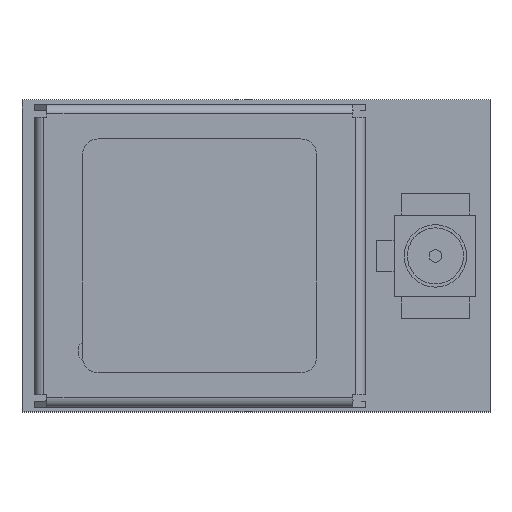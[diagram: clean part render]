
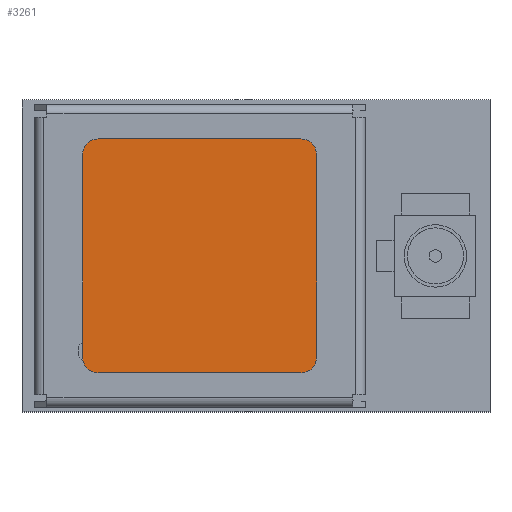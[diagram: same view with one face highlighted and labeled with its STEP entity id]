
A CAD part, top view. The second image highlights one B-rep face of the part: STEP entity #3261.
In plain terms, the highlighted planar face has unit normal (0, 0, 1).
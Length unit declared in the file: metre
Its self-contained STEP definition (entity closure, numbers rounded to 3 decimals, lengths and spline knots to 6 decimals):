
#3261=ADVANCED_FACE('',(#5175),#5176,.T.);
#5175=FACE_OUTER_BOUND('',#6561,.T.);
#5176=PLANE('',#6562);
#6561=EDGE_LOOP('',(#9511,#9512,#9513,#9514,#9515,#9516,#9517,#9518));
#6562=AXIS2_PLACEMENT_3D('',#9519,#9520,#9521);
#9511=ORIENTED_EDGE('',*,*,#10679,.T.);
#9512=ORIENTED_EDGE('',*,*,#11018,.T.);
#9513=ORIENTED_EDGE('',*,*,#10703,.T.);
#9514=ORIENTED_EDGE('',*,*,#10141,.T.);
#9515=ORIENTED_EDGE('',*,*,#10876,.T.);
#9516=ORIENTED_EDGE('',*,*,#10639,.T.);
#9517=ORIENTED_EDGE('',*,*,#10846,.T.);
#9518=ORIENTED_EDGE('',*,*,#10951,.T.);
#9519=CARTESIAN_POINT('',(0.00092,-0.00244,-0.000664));
#9520=DIRECTION('',(0.0,-0.0,1.0));
#9521=DIRECTION('',(0.0,1.0,0.0));
#10141=EDGE_CURVE('',#11524,#11525,#11526,.T.);
#10639=EDGE_CURVE('',#12295,#12296,#12297,.T.);
#10679=EDGE_CURVE('',#12346,#12344,#12347,.T.);
#10703=EDGE_CURVE('',#12375,#11524,#12376,.T.);
#10846=EDGE_CURVE('',#12296,#12552,#12554,.T.);
#10876=EDGE_CURVE('',#11525,#12295,#12592,.T.);
#10951=EDGE_CURVE('',#12552,#12346,#12672,.T.);
#11018=EDGE_CURVE('',#12344,#12375,#12746,.T.);
#11524=VERTEX_POINT('',#13441);
#11525=VERTEX_POINT('',#13442);
#11526=CIRCLE('',#13443,0.0005);
#12295=VERTEX_POINT('',#14561);
#12296=VERTEX_POINT('',#14562);
#12297=CIRCLE('',#14563,0.0005);
#12344=VERTEX_POINT('',#14632);
#12346=VERTEX_POINT('',#14635);
#12347=LINE('',#14636,#14637);
#12375=VERTEX_POINT('',#14680);
#12376=LINE('',#14681,#14682);
#12552=VERTEX_POINT('',#14947);
#12554=LINE('',#14950,#14951);
#12592=LINE('',#15004,#15005);
#12672=CIRCLE('',#15119,0.0005);
#12746=CIRCLE('',#15215,0.0005);
#13441=CARTESIAN_POINT('',(0.00042,-0.00244,-0.000664));
#13442=CARTESIAN_POINT('',(0.00092,-0.00194,-0.000664));
#13443=AXIS2_PLACEMENT_3D('',#15528,#15529,#15530);
#14561=CARTESIAN_POINT('',(0.00092,0.00456,-0.000664));
#14562=CARTESIAN_POINT('',(0.00042,0.00506,-0.000664));
#14563=AXIS2_PLACEMENT_3D('',#15949,#15950,#15951);
#14632=CARTESIAN_POINT('',(-0.00658,-0.00194,-0.000664));
#14635=CARTESIAN_POINT('',(-0.00658,0.00456,-0.000664));
#14636=CARTESIAN_POINT('',(-0.00658,0.00506,-0.000664));
#14637=VECTOR('',#15981,1.0);
#14680=CARTESIAN_POINT('',(-0.00608,-0.00244,-0.000664));
#14681=CARTESIAN_POINT('',(-0.00658,-0.00244,-0.000664));
#14682=VECTOR('',#15997,1.0);
#14947=CARTESIAN_POINT('',(-0.00608,0.00506,-0.000664));
#14950=CARTESIAN_POINT('',(0.00092,0.00506,-0.000664));
#14951=VECTOR('',#16094,1.0);
#15004=CARTESIAN_POINT('',(0.00092,-0.00244,-0.000664));
#15005=VECTOR('',#16116,1.0);
#15119=AXIS2_PLACEMENT_3D('',#16160,#16161,#16162);
#15215=AXIS2_PLACEMENT_3D('',#16194,#16195,#16196);
#15528=CARTESIAN_POINT('',(0.00042,-0.00194,-0.000664));
#15529=DIRECTION('',(0.0,0.0,1.0));
#15530=DIRECTION('',(1.0,0.0,0.0));
#15949=CARTESIAN_POINT('',(0.00042,0.00456,-0.000664));
#15950=DIRECTION('',(0.0,0.0,1.0));
#15951=DIRECTION('',(1.0,0.0,0.0));
#15981=DIRECTION('',(0.0,-1.0,0.0));
#15997=DIRECTION('',(1.0,0.0,0.0));
#16094=DIRECTION('',(-1.0,0.0,0.0));
#16116=DIRECTION('',(0.0,1.0,0.0));
#16160=CARTESIAN_POINT('',(-0.00608,0.00456,-0.000664));
#16161=DIRECTION('',(0.0,0.0,1.0));
#16162=DIRECTION('',(1.0,0.0,0.0));
#16194=CARTESIAN_POINT('',(-0.00608,-0.00194,-0.000664));
#16195=DIRECTION('',(0.0,0.0,1.0));
#16196=DIRECTION('',(1.0,0.0,0.0));
